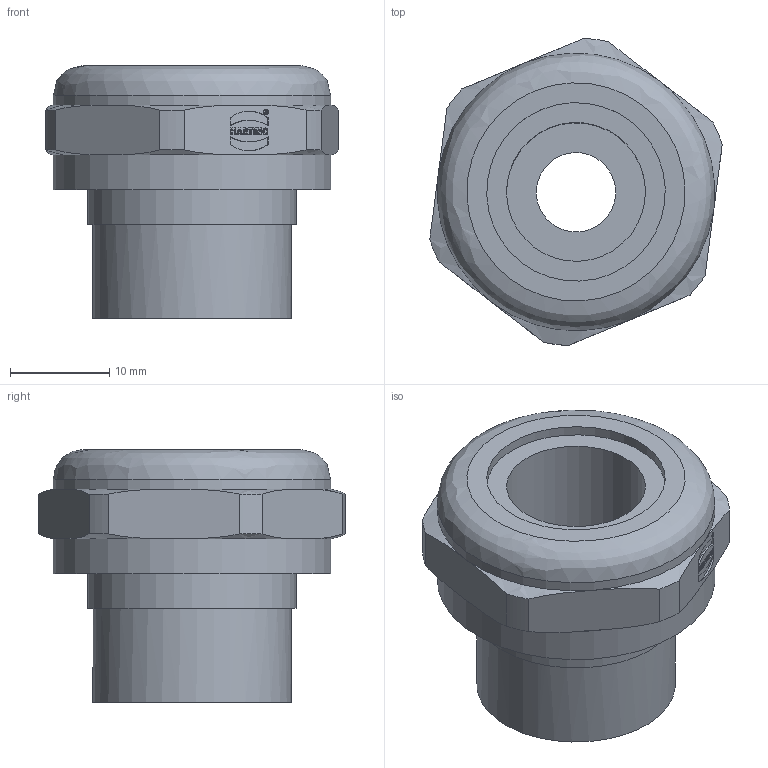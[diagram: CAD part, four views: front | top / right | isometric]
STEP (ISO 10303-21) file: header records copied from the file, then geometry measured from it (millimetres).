
FILE_DESCRIPTION(/* description */ (''),/* implementation_level */ '2;1');
FILE_NAME(/* name */ '100205471ugm000_b.stp',/* time_stamp */ '2019-11-19T07:28:42+01:00',/* author */ (''),/* organization */ (''),/* preprocessor_version */ 'ST-DEVELOPER v16.7',/* originating_system */ 'SIEMENS PLM Software NX 12.0',/* authorisation */ '');
FILE_SCHEMA (('AUTOMOTIVE_DESIGN { 1 0 10303 214 3 1 1 1 }'));
Length unit declared in the file: millimetre
Products named in the file (1): 100205471ugm000_b
Bounding box: 29.49 x 30.96 x 25.5 mm (x, y, z)
Volume: 7452.5 mm3; surface area: 4837.7 mm2
Topology: 1 solids, 1 shells, 141 faces, 434 edges, 401 vertices
Faces by surface type: plane 102, cylinder 24, bspline 13, extrusion 2
Full cylindrical faces by diameter (mm): 0.455 x1, 0.538 x1, 8 x1, 14 x1, 18 x1, 20 x1, 21 x1, 25 x1, 28 x2
Entity records: 5772 total; most frequent: CARTESIAN_POINT 1471, DIRECTION 720, ORIENTED_EDGE 670, EDGE_CURVE 335, VECTOR 320, LINE 318, VERTEX_POINT 227, AXIS2_PLACEMENT_3D 200
